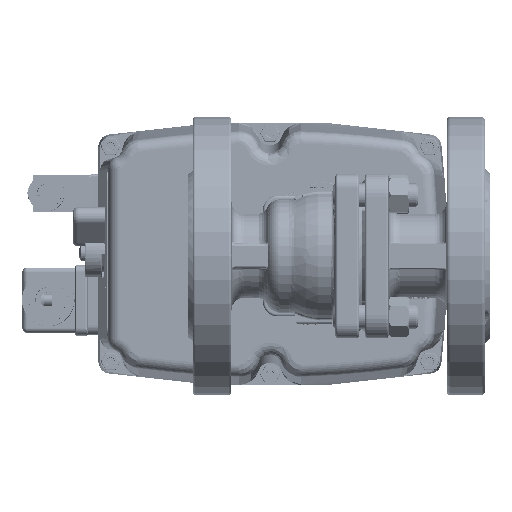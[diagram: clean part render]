
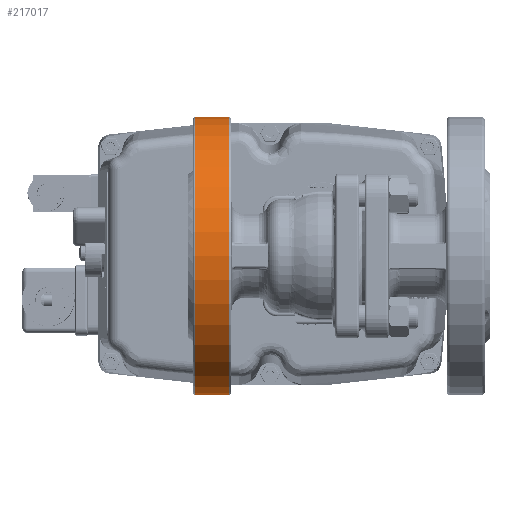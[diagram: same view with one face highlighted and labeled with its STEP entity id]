
A CAD part, front view. The second image highlights one B-rep face of the part: STEP entity #217017.
In plain terms, the highlighted cylindrical face has radius 57.5 mm (diameter 115 mm), a partial arc.
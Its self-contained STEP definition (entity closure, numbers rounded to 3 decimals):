
#624 = VERTEX_POINT ( 'NONE', #196594 ) ;
#713 = VECTOR ( 'NONE', #62395, 1000. ) ;
#9930 = CIRCLE ( 'NONE', #88365, 57.5 ) ;
#10719 = LINE ( 'NONE', #26685, #713 ) ;
#16877 = DIRECTION ( 'NONE',  ( 0., 0., 1. ) ) ;
#23569 = DIRECTION ( 'NONE',  ( 0., 0., 1. ) ) ;
#26685 = CARTESIAN_POINT ( 'NONE',  ( -926.973, -0.5, 77.432 ) ) ;
#34994 = EDGE_CURVE ( 'NONE', #56530, #55965, #10719, .T. ) ;
#41324 = ORIENTED_EDGE ( 'NONE', *, *, #221772, .T. ) ;
#43118 = DIRECTION ( 'NONE',  ( -1., 0., 0. ) ) ;
#55965 = VERTEX_POINT ( 'NONE', #102213 ) ;
#56530 = VERTEX_POINT ( 'NONE', #167511 ) ;
#62395 = DIRECTION ( 'NONE',  ( -1., 0., 0. ) ) ;
#75716 = ORIENTED_EDGE ( 'NONE', *, *, #173101, .F. ) ;
#88365 = AXIS2_PLACEMENT_3D ( 'NONE', #145822, #171534, #16877 ) ;
#91740 = ORIENTED_EDGE ( 'NONE', *, *, #34994, .T. ) ;
#92179 = EDGE_CURVE ( 'NONE', #113009, #624, #100775, .T. ) ;
#94385 = CIRCLE ( 'NONE', #235461, 57.5 ) ;
#100775 = LINE ( 'NONE', #157276, #111678 ) ;
#102213 = CARTESIAN_POINT ( 'NONE',  ( 20.027, -0.5, 77.432 ) ) ;
#111678 = VECTOR ( 'NONE', #43118, 1000. ) ;
#113009 = VERTEX_POINT ( 'NONE', #173356 ) ;
#131045 = DIRECTION ( 'NONE',  ( 0., 0., 1. ) ) ;
#135297 = CARTESIAN_POINT ( 'NONE',  ( 20.027, -0.5, 19.932 ) ) ;
#145822 = CARTESIAN_POINT ( 'NONE',  ( 34.027, -0.5, 19.932 ) ) ;
#155913 = ORIENTED_EDGE ( 'NONE', *, *, #92179, .F. ) ;
#157276 = CARTESIAN_POINT ( 'NONE',  ( -926.973, -0.5, -37.568 ) ) ;
#166698 = DIRECTION ( 'NONE',  ( -1., 0., 0. ) ) ;
#167511 = CARTESIAN_POINT ( 'NONE',  ( 34.027, -0.5, 77.432 ) ) ;
#169084 = AXIS2_PLACEMENT_3D ( 'NONE', #241558, #166698, #131045 ) ;
#171534 = DIRECTION ( 'NONE',  ( -1., 0., 0. ) ) ;
#173101 = EDGE_CURVE ( 'NONE', #624, #55965, #94385, .T. ) ;
#173356 = CARTESIAN_POINT ( 'NONE',  ( 34.027, -0.5, -37.568 ) ) ;
#180278 = FACE_OUTER_BOUND ( 'NONE', #242844, .T. ) ;
#181484 = CYLINDRICAL_SURFACE ( 'NONE', #169084, 57.5 ) ;
#191777 = DIRECTION ( 'NONE',  ( -1., 0., 0. ) ) ;
#196594 = CARTESIAN_POINT ( 'NONE',  ( 20.027, -0.5, -37.568 ) ) ;
#217017 = ADVANCED_FACE ( 'NONE', ( #180278 ), #181484, .T. ) ;
#221772 = EDGE_CURVE ( 'NONE', #113009, #56530, #9930, .T. ) ;
#235461 = AXIS2_PLACEMENT_3D ( 'NONE', #135297, #191777, #23569 ) ;
#241558 = CARTESIAN_POINT ( 'NONE',  ( -926.973, -0.5, 19.932 ) ) ;
#242844 = EDGE_LOOP ( 'NONE', ( #155913, #41324, #91740, #75716 ) ) ;
